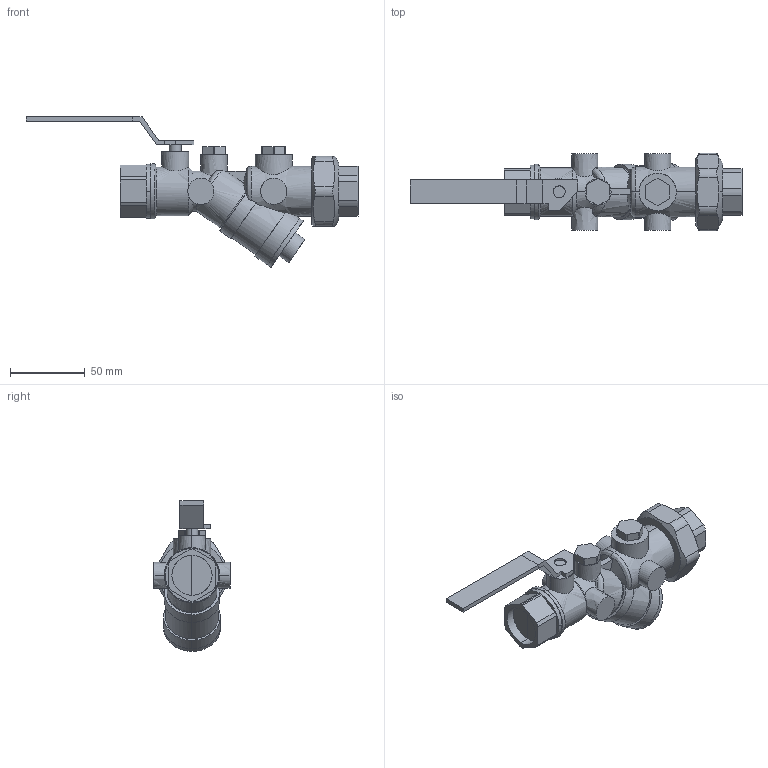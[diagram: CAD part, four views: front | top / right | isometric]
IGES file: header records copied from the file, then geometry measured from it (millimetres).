
Global section: file name: 120151 (IGS); native system: Autodesk Inventor 2017; preprocessor: unknown; author: ufftec; date: 20180221.140818; units: millimetre
Bounding box: 222.5 x 52.09 x 101 mm (x, y, z)
Volume: 210804 mm3; surface area: 37027.6 mm2
Topology: 3 solids, 3 shells, 207 faces, 520 edges, 327 vertices
Faces by surface type: bspline 207
